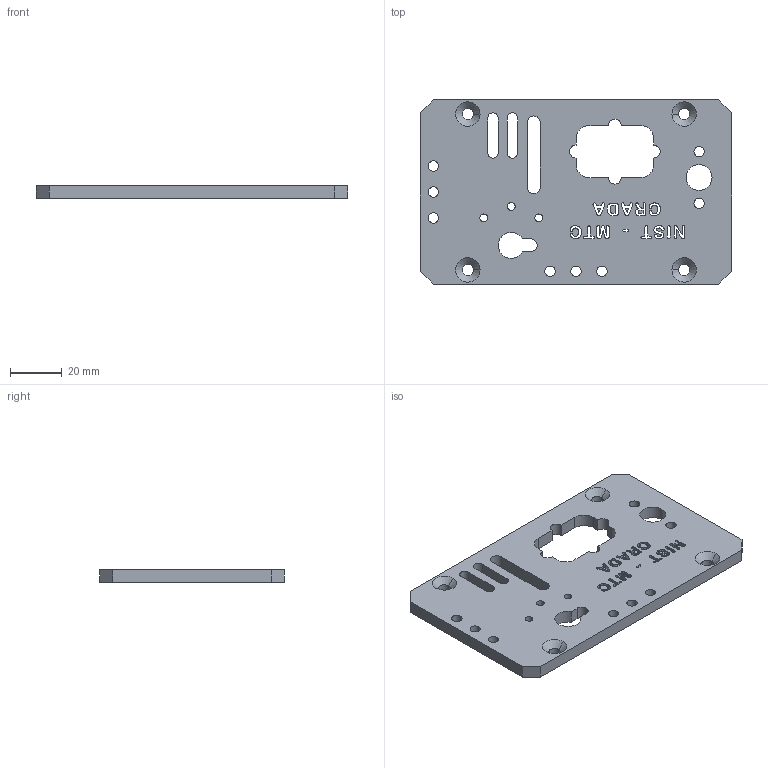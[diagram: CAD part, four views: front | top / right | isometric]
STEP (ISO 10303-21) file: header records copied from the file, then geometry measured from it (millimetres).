
FILE_DESCRIPTION (( 'STEP AP203' ), '1' );
FILE_NAME ('nist_mtc_crada_plate.STEP', '2017-02-07T20:11:32', ( '' ), ( '' ), 'SwSTEP 2.0', 'SolidWorks 2016', '' );
FILE_SCHEMA (( 'CONFIG_CONTROL_DESIGN' ));
Length unit declared in the file: millimetre
Products named in the file (1): nist_mtc_crada_plate
Bounding box: 120 x 71.16 x 5 mm (x, y, z)
Volume: 35223.6 mm3; surface area: 19920.6 mm2
Topology: 5 solids, 5 shells, 272 faces, 778 edges, 516 vertices
Faces by surface type: bspline 120, plane 94, cylinder 50, cone 8
Entity records: 14447 total; most frequent: CARTESIAN_POINT 7863, ORIENTED_EDGE 1556, DIRECTION 952, EDGE_CURVE 778, VERTEX_POINT 516, LINE 430, VECTOR 430, EDGE_LOOP 340
